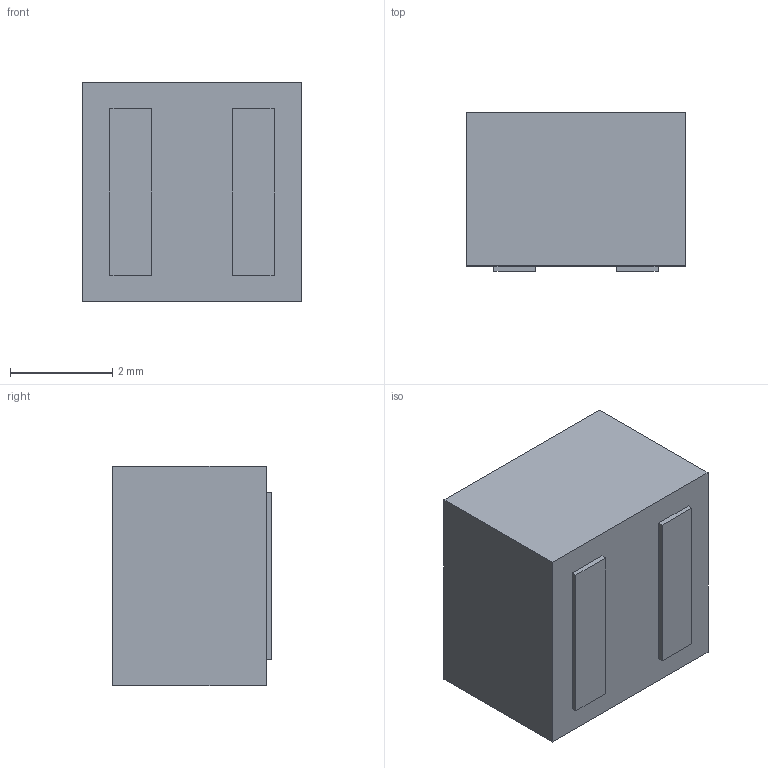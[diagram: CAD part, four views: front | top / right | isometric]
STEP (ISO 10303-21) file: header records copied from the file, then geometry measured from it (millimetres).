
FILE_DESCRIPTION (( 'STEP AP214' ), '1' );
FILE_NAME ('Coilcraft-XEL4030-332.STEP', '2019-01-10T12:45:22', ( '' ), ( '' ), 'SwSTEP 2.0', 'SolidWorks 2018', '' );
FILE_SCHEMA (( 'AUTOMOTIVE_DESIGN' ));
Length unit declared in the file: millimetre
Products named in the file (1): Coilcraft-XEL4030-332
Bounding box: 4.3 x 3.1 x 4.3 mm (x, y, z)
Volume: 56 mm3; surface area: 90.2 mm2
Topology: 1 solids, 1 shells, 89 faces, 194 edges, 114 vertices
Faces by surface type: bspline 52, plane 37
Entity records: 4886 total; most frequent: CARTESIAN_POINT 3118, ORIENTED_EDGE 388, EDGE_CURVE 194, DIRECTION 166, VERTEX_POINT 114, B_SPLINE_CURVE_WITH_KNOTS 104, EDGE_LOOP 96, LINE 90
